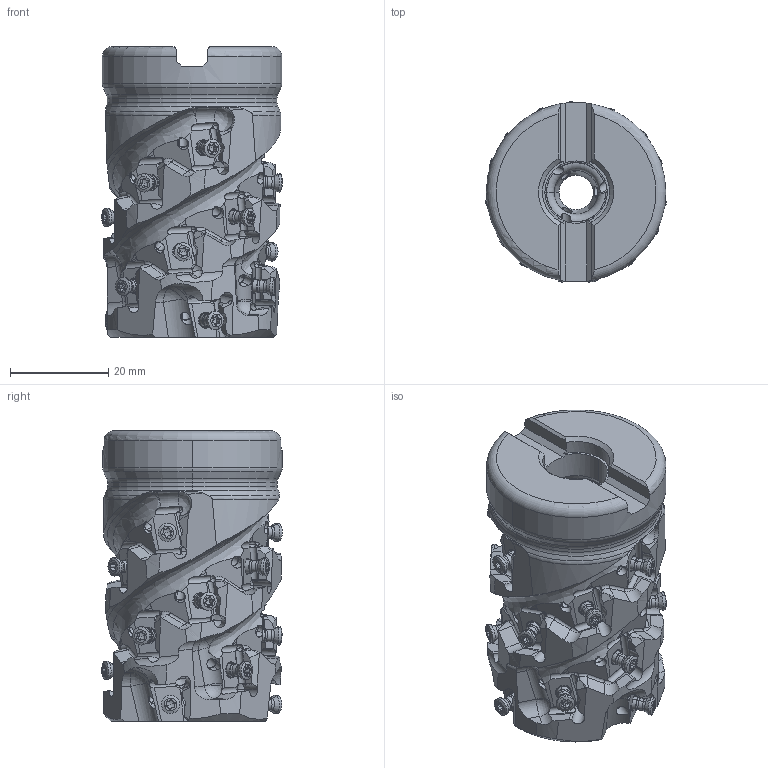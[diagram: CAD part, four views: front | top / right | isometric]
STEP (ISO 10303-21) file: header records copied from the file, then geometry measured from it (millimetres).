
FILE_DESCRIPTION(/* description */ (''),/* implementation_level */ '2;1');
FILE_NAME(/* name */ 'VPX200UR1_5003AA1618.stp',/* time_stamp */ '2021-06-22T11:12:55+09:00',/* author */ (''),/* organization */ (''),/* preprocessor_version */ 'ST-DEVELOPER v16',/* originating_system */ 'SIEMENS PLM Software NX 10.0',/* authorisation */ '');
FILE_SCHEMA (('AUTOMOTIVE_DESIGN { 1 0 10303 214 3 1 1 1 }'));
Products named in the file (1): VPX200UR1_5003AA1618_ASM
Bounding box: 36.75 x 36.75 x 59.12 mm (x, y, z)
Volume: 42489.8 mm3; surface area: 15903 mm2
Topology: 19 solids, 19 shells, 1954 faces, 5467 edges, 3482 vertices
Faces by surface type: cylinder 913, plane 477, cone 263, torus 146, sphere 114, bspline 23, extrusion 18
Entity records: 78801 total; most frequent: CARTESIAN_POINT 29641, ORIENTED_EDGE 10646, DIRECTION 9940, EDGE_CURVE 5323, AXIS2_PLACEMENT_3D 4085, VERTEX_POINT 3461, EDGE_LOOP 2046, ADVANCED_FACE 1954
